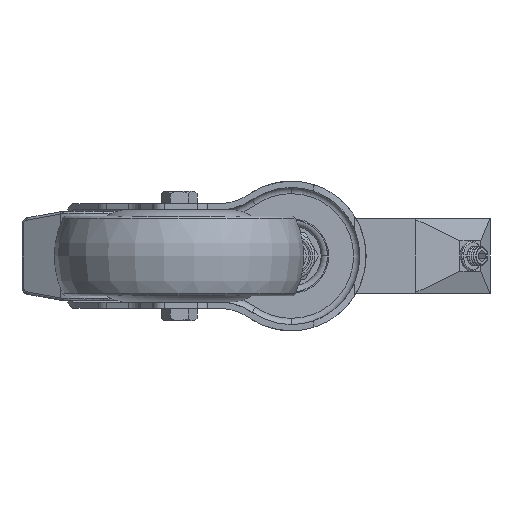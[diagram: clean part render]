
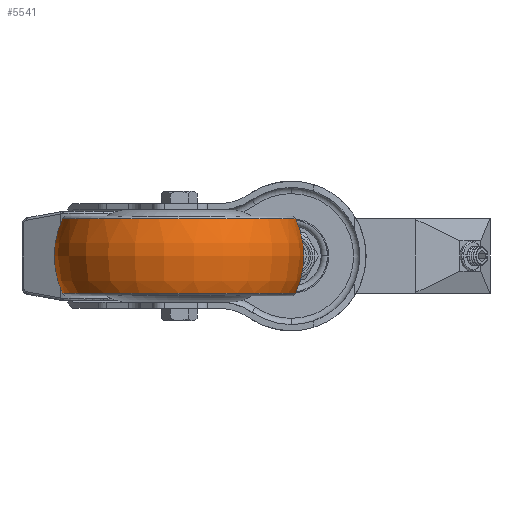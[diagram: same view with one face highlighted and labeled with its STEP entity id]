
A CAD part, front view. The second image highlights one B-rep face of the part: STEP entity #5541.
In plain terms, the highlighted toroidal (fillet/blend) face has major radius 15 mm and minor radius 35 mm.
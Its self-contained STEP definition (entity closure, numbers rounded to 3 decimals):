
#575 = CARTESIAN_POINT ( 'NONE',  ( 91.694, 10., 14.848 ) ) ;
#1777 = CARTESIAN_POINT ( 'NONE',  ( 60., 10., 0. ) ) ;
#2001 = EDGE_LOOP ( 'NONE', ( #13158, #6915, #15844, #9529 ) ) ;
#2091 = CARTESIAN_POINT ( 'NONE',  ( 45., 10., 14.848 ) ) ;
#2163 = DIRECTION ( 'NONE',  ( -1., 0., 0. ) ) ;
#3267 = CARTESIAN_POINT ( 'NONE',  ( 45., 10., -14.848 ) ) ;
#3591 = CIRCLE ( 'NONE', #11795, 35. ) ;
#4414 = DIRECTION ( 'NONE',  ( -1., 0., 0. ) ) ;
#4480 = DIRECTION ( 'NONE',  ( 0., 0., -1. ) ) ;
#4608 = CIRCLE ( 'NONE', #14153, 46.694 ) ;
#4649 = AXIS2_PLACEMENT_3D ( 'NONE', #5521, #12495, #4414 ) ;
#4657 = EDGE_CURVE ( 'NONE', #5609, #7083, #4608, .T. ) ;
#5490 = CIRCLE ( 'NONE', #12489, 35. ) ;
#5521 = CARTESIAN_POINT ( 'NONE',  ( 45., 10., 0. ) ) ;
#5541 = ADVANCED_FACE ( 'NONE', ( #7688 ), #16948, .T. ) ;
#5609 = VERTEX_POINT ( 'NONE', #575 ) ;
#6144 = DIRECTION ( 'NONE',  ( 0., 0., -1. ) ) ;
#6915 = ORIENTED_EDGE ( 'NONE', *, *, #4657, .T. ) ;
#7083 = VERTEX_POINT ( 'NONE', #8517 ) ;
#7681 = EDGE_CURVE ( 'NONE', #5609, #9451, #5490, .T. ) ;
#7688 = FACE_OUTER_BOUND ( 'NONE', #2001, .T. ) ;
#8160 = CARTESIAN_POINT ( 'NONE',  ( -1.694, 10., -14.848 ) ) ;
#8190 = CARTESIAN_POINT ( 'NONE',  ( 30., 10., 0. ) ) ;
#8517 = CARTESIAN_POINT ( 'NONE',  ( -1.694, 10., 14.848 ) ) ;
#8747 = DIRECTION ( 'NONE',  ( 0., 1., 0. ) ) ;
#9451 = VERTEX_POINT ( 'NONE', #11098 ) ;
#9529 = ORIENTED_EDGE ( 'NONE', *, *, #17167, .F. ) ;
#10082 = DIRECTION ( 'NONE',  ( -1., 0., 0. ) ) ;
#11098 = CARTESIAN_POINT ( 'NONE',  ( 91.694, 10., -14.848 ) ) ;
#11795 = AXIS2_PLACEMENT_3D ( 'NONE', #8190, #14017, #4480 ) ;
#12489 = AXIS2_PLACEMENT_3D ( 'NONE', #1777, #8747, #10082 ) ;
#12495 = DIRECTION ( 'NONE',  ( 0., 0., -1. ) ) ;
#13158 = ORIENTED_EDGE ( 'NONE', *, *, #7681, .F. ) ;
#14017 = DIRECTION ( 'NONE',  ( 0., -1., 0. ) ) ;
#14037 = DIRECTION ( 'NONE',  ( -1., 0., 0. ) ) ;
#14153 = AXIS2_PLACEMENT_3D ( 'NONE', #2091, #6144, #2163 ) ;
#14528 = CIRCLE ( 'NONE', #16194, 46.694 ) ;
#15547 = VERTEX_POINT ( 'NONE', #8160 ) ;
#15844 = ORIENTED_EDGE ( 'NONE', *, *, #15918, .T. ) ;
#15918 = EDGE_CURVE ( 'NONE', #7083, #15547, #3591, .T. ) ;
#16194 = AXIS2_PLACEMENT_3D ( 'NONE', #3267, #16866, #14037 ) ;
#16866 = DIRECTION ( 'NONE',  ( 0., 0., -1. ) ) ;
#16948 = TOROIDAL_SURFACE ( 'NONE', #4649, 15., 35. ) ;
#17167 = EDGE_CURVE ( 'NONE', #9451, #15547, #14528, .T. ) ;
